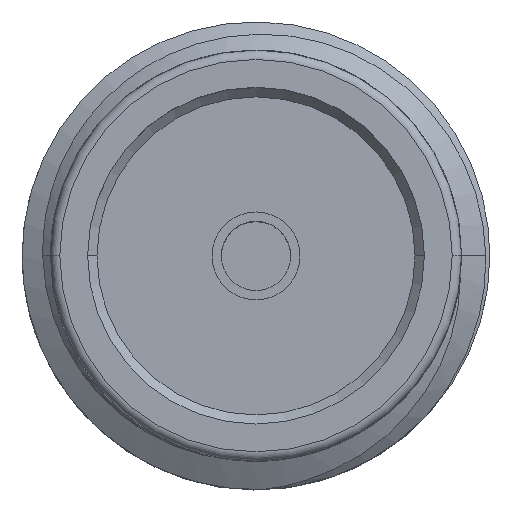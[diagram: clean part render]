
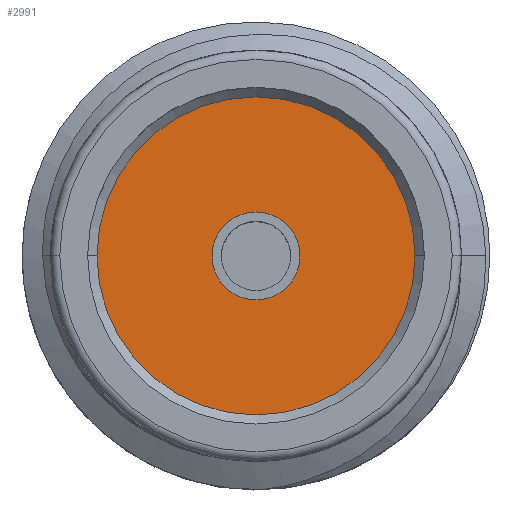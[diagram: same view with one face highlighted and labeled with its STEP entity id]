
A CAD part, top view. The second image highlights one B-rep face of the part: STEP entity #2991.
In plain terms, the highlighted planar face has unit normal (0, 0, 1).
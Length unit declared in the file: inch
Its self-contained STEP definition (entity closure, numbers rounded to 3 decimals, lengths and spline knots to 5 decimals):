
#526 = AXIS2_PLACEMENT_3D ( 'NONE', #1816, #3164, #12507 ) ;
#989 = DIRECTION ( 'NONE',  ( 1., 0., 0. ) ) ;
#1095 = PLANE ( 'NONE',  #5907 ) ;
#1671 = VERTEX_POINT ( 'NONE', #6713 ) ;
#1816 = CARTESIAN_POINT ( 'NONE',  ( 0., 0., -0.075 ) ) ;
#2062 = CARTESIAN_POINT ( 'NONE',  ( -0.0235, 0., -0.075 ) ) ;
#2220 = ORIENTED_EDGE ( 'NONE', *, *, #7482, .T. ) ;
#2991 = ADVANCED_FACE ( 'NONE', ( #11164, #5650 ), #1095, .T. ) ;
#3164 = DIRECTION ( 'NONE',  ( 0., 0., 1. ) ) ;
#3370 = EDGE_LOOP ( 'NONE', ( #14205, #10142 ) ) ;
#3615 = VERTEX_POINT ( 'NONE', #2062 ) ;
#3713 = DIRECTION ( 'NONE',  ( 0., 0., 1. ) ) ;
#3990 = CARTESIAN_POINT ( 'NONE',  ( -0.085, 0., -0.075 ) ) ;
#4544 = EDGE_LOOP ( 'NONE', ( #17441, #2220 ) ) ;
#4906 = EDGE_CURVE ( 'NONE', #1671, #3615, #6283, .T. ) ;
#5156 = CIRCLE ( 'NONE', #526, 0.085 ) ;
#5650 = FACE_OUTER_BOUND ( 'NONE', #4544, .T. ) ;
#5907 = AXIS2_PLACEMENT_3D ( 'NONE', #6834, #16529, #16356 ) ;
#6019 = DIRECTION ( 'NONE',  ( 0., 0., 1. ) ) ;
#6283 = CIRCLE ( 'NONE', #14774, 0.0235 ) ;
#6377 = CARTESIAN_POINT ( 'NONE',  ( 0., 0., -0.075 ) ) ;
#6713 = CARTESIAN_POINT ( 'NONE',  ( 0.0235, 0., -0.075 ) ) ;
#6834 = CARTESIAN_POINT ( 'NONE',  ( 0., 0., -0.075 ) ) ;
#7482 = EDGE_CURVE ( 'NONE', #16202, #9121, #16840, .T. ) ;
#9059 = DIRECTION ( 'NONE',  ( 1., 0., 0. ) ) ;
#9121 = VERTEX_POINT ( 'NONE', #13048 ) ;
#10142 = ORIENTED_EDGE ( 'NONE', *, *, #10796, .F. ) ;
#10796 = EDGE_CURVE ( 'NONE', #3615, #1671, #14746, .T. ) ;
#11164 = FACE_BOUND ( 'NONE', #3370, .T. ) ;
#11236 = EDGE_CURVE ( 'NONE', #9121, #16202, #5156, .T. ) ;
#12507 = DIRECTION ( 'NONE',  ( 1., 0., 0. ) ) ;
#12808 = DIRECTION ( 'NONE',  ( 1., 0., 0. ) ) ;
#13048 = CARTESIAN_POINT ( 'NONE',  ( 0.085, 0., -0.075 ) ) ;
#13451 = AXIS2_PLACEMENT_3D ( 'NONE', #17081, #6019, #12808 ) ;
#14205 = ORIENTED_EDGE ( 'NONE', *, *, #4906, .F. ) ;
#14206 = CARTESIAN_POINT ( 'NONE',  ( 0., 0., -0.075 ) ) ;
#14746 = CIRCLE ( 'NONE', #17354, 0.0235 ) ;
#14774 = AXIS2_PLACEMENT_3D ( 'NONE', #6377, #17246, #989 ) ;
#16202 = VERTEX_POINT ( 'NONE', #3990 ) ;
#16356 = DIRECTION ( 'NONE',  ( 1., 0., 0. ) ) ;
#16529 = DIRECTION ( 'NONE',  ( 0., 0., 1. ) ) ;
#16840 = CIRCLE ( 'NONE', #13451, 0.085 ) ;
#17081 = CARTESIAN_POINT ( 'NONE',  ( 0., 0., -0.075 ) ) ;
#17246 = DIRECTION ( 'NONE',  ( 0., 0., 1. ) ) ;
#17354 = AXIS2_PLACEMENT_3D ( 'NONE', #14206, #3713, #9059 ) ;
#17441 = ORIENTED_EDGE ( 'NONE', *, *, #11236, .T. ) ;
